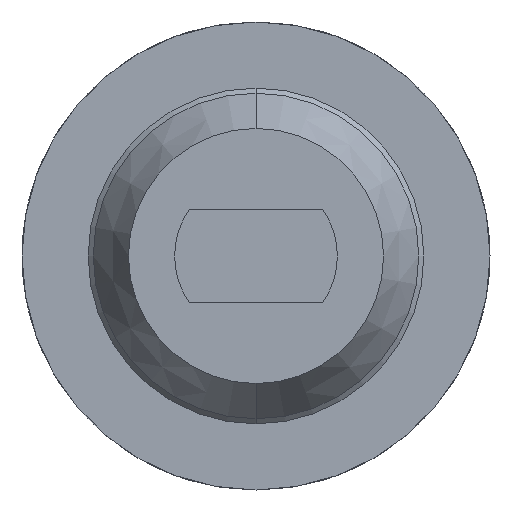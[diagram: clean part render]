
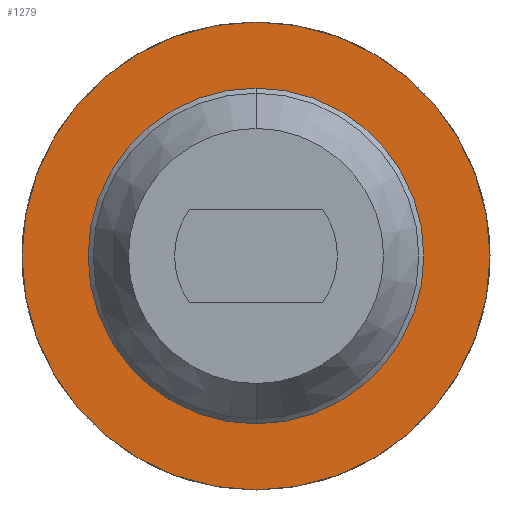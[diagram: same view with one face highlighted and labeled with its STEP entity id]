
A CAD part, front view. The second image highlights one B-rep face of the part: STEP entity #1279.
In plain terms, the highlighted planar face has unit normal (0, -1, 0).
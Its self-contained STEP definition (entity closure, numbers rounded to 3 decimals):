
#25 = CARTESIAN_POINT ( 'NONE',  ( 0., -1.7, 0. ) ) ;
#31 = DIRECTION ( 'NONE',  ( 0., 1., 0. ) ) ;
#90 = CARTESIAN_POINT ( 'NONE',  ( 0., -1.7, 0.825 ) ) ;
#154 = AXIS2_PLACEMENT_3D ( 'NONE', #3794, #31, #2783 ) ;
#177 = CIRCLE ( 'NONE', #3836, 1.15 ) ;
#303 = EDGE_LOOP ( 'NONE', ( #1269, #836 ) ) ;
#400 = EDGE_CURVE ( 'Defeature ausgef�hrt2_10+Defeature ausgef�hrt2_9+Defeature ausgef�hrt2_9+Defeature ausgef�hrt2_9', #3940, #3356, #2181, .T. ) ;
#529 = EDGE_CURVE ( 'Defeature ausgef�hrt2_10+Defeature ausgef�hrt2_9+Defeature ausgef�hrt2_9+Defeature ausgef�hrt2_9', #3356, #3940, #984, .T. ) ;
#663 = DIRECTION ( 'NONE',  ( 0., 0., 1. ) ) ;
#679 = PLANE ( 'NONE',  #3969 ) ;
#683 = CARTESIAN_POINT ( 'NONE',  ( 0., -1.7, -1.15 ) ) ;
#692 = VERTEX_POINT ( 'NONE', #2792 ) ;
#836 = ORIENTED_EDGE ( 'NONE', *, *, #1513, .F. ) ;
#984 = CIRCLE ( 'NONE', #2545, 0.825 ) ;
#1167 = DIRECTION ( 'NONE',  ( 0., 0., 1. ) ) ;
#1269 = ORIENTED_EDGE ( 'NONE', *, *, #3895, .F. ) ;
#1279 = ADVANCED_FACE ( 'Defeature ausgef�hrt2_10', ( #1560, #1961 ), #679, .F. ) ;
#1513 = EDGE_CURVE ( 'Defeature ausgef�hrt2_7+Defeature ausgef�hrt2_10+Defeature ausgef�hrt2_10+Defeature ausgef�hrt2_10', #2414, #692, #1842, .T. ) ;
#1528 = EDGE_LOOP ( 'NONE', ( #3920, #3912 ) ) ;
#1560 = FACE_OUTER_BOUND ( 'NONE', #303, .T. ) ;
#1654 = AXIS2_PLACEMENT_3D ( 'NONE', #25, #2060, #2047 ) ;
#1724 = DIRECTION ( 'NONE',  ( 0., 1., 0. ) ) ;
#1842 = CIRCLE ( 'NONE', #1654, 1.15 ) ;
#1961 = FACE_BOUND ( 'NONE', #1528, .T. ) ;
#2047 = DIRECTION ( 'NONE',  ( 0., 0., 1. ) ) ;
#2060 = DIRECTION ( 'NONE',  ( 0., 1., 0. ) ) ;
#2181 = CIRCLE ( 'NONE', #154, 0.825 ) ;
#2414 = VERTEX_POINT ( 'NONE', #683 ) ;
#2545 = AXIS2_PLACEMENT_3D ( 'NONE', #2959, #4291, #1167 ) ;
#2712 = CARTESIAN_POINT ( 'NONE',  ( 0.825, -1.7, 0. ) ) ;
#2770 = CARTESIAN_POINT ( 'NONE',  ( 0., -1.7, 0. ) ) ;
#2783 = DIRECTION ( 'NONE',  ( 0., 0., 1. ) ) ;
#2792 = CARTESIAN_POINT ( 'NONE',  ( 0., -1.7, 1.15 ) ) ;
#2959 = CARTESIAN_POINT ( 'NONE',  ( 0., -1.7, 0. ) ) ;
#2973 = CARTESIAN_POINT ( 'NONE',  ( 0., -1.7, -0.825 ) ) ;
#3356 = VERTEX_POINT ( 'NONE', #2973 ) ;
#3463 = DIRECTION ( 'NONE',  ( 0., 0., 1. ) ) ;
#3782 = DIRECTION ( 'NONE',  ( 0., 1., 0. ) ) ;
#3794 = CARTESIAN_POINT ( 'NONE',  ( 0., -1.7, 0. ) ) ;
#3836 = AXIS2_PLACEMENT_3D ( 'NONE', #2770, #1724, #3463 ) ;
#3895 = EDGE_CURVE ( 'Defeature ausgef�hrt2_7+Defeature ausgef�hrt2_10+Defeature ausgef�hrt2_10+Defeature ausgef�hrt2_10', #692, #2414, #177, .T. ) ;
#3912 = ORIENTED_EDGE ( 'NONE', *, *, #529, .T. ) ;
#3920 = ORIENTED_EDGE ( 'NONE', *, *, #400, .T. ) ;
#3940 = VERTEX_POINT ( 'NONE', #90 ) ;
#3969 = AXIS2_PLACEMENT_3D ( 'NONE', #2712, #3782, #663 ) ;
#4291 = DIRECTION ( 'NONE',  ( 0., 1., 0. ) ) ;
